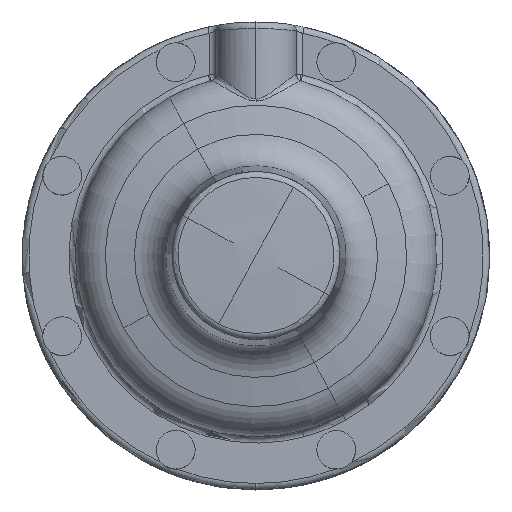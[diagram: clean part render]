
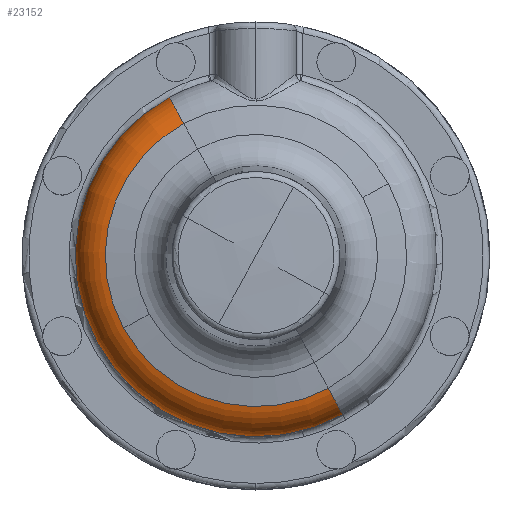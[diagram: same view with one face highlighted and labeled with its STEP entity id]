
A CAD part, top view. The second image highlights one B-rep face of the part: STEP entity #23152.
In plain terms, the highlighted toroidal (fillet/blend) face has major radius 44 mm and minor radius 12 mm.
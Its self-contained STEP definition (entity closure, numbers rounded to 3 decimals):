
#22793=AXIS2_PLACEMENT_3D('Circle Axis2P3D',#22791,#22792,$) ;
#22832=AXIS2_PLACEMENT_3D('Circle Axis2P3D',#22830,#22831,$) ;
#22853=AXIS2_PLACEMENT_3D('Circle Axis2P3D',#22851,#22852,$) ;
#23131=AXIS2_PLACEMENT_3D('Torus Axis2P3D',#23128,#23129,#23130) ;
#23135=AXIS2_PLACEMENT_3D('Circle Axis2P3D',#23133,#23134,$) ;
#23142=AXIS2_PLACEMENT_3D('Circle Axis2P3D',#23140,#23141,$) ;
#22770=CARTESIAN_POINT('Vertex',(26.848,-49.145,86.795)) ;
#22791=CARTESIAN_POINT('Axis2P3D Location',(0.,0.,86.795)) ;
#22795=CARTESIAN_POINT('Vertex',(-26.848,49.145,86.795)) ;
#22830=CARTESIAN_POINT('Axis2P3D Location',(-21.095,38.614,86.795)) ;
#22834=CARTESIAN_POINT('Vertex',(-22.4,41.002,98.483)) ;
#22848=CARTESIAN_POINT('Vertex',(22.4,-41.002,98.483)) ;
#22851=CARTESIAN_POINT('Axis2P3D Location',(21.095,-38.614,86.795)) ;
#23128=CARTESIAN_POINT('Axis2P3D Location',(0.,0.,86.795)) ;
#23133=CARTESIAN_POINT('Axis2P3D Location',(0.,0.,98.483)) ;
#23137=CARTESIAN_POINT('Vertex',(-41.002,-22.4,98.483)) ;
#23140=CARTESIAN_POINT('Axis2P3D Location',(0.,0.,98.483)) ;
#22792=DIRECTION('Axis2P3D Direction',(0.,0.,1.)) ;
#22831=DIRECTION('Axis2P3D Direction',(0.878,0.479,-0.)) ;
#22852=DIRECTION('Axis2P3D Direction',(-0.878,-0.479,0.)) ;
#23129=DIRECTION('Axis2P3D Direction',(0.,0.,1.)) ;
#23130=DIRECTION('Axis2P3D XDirection',(-0.479,0.878,0.)) ;
#23134=DIRECTION('Axis2P3D Direction',(0.,0.,1.)) ;
#23141=DIRECTION('Axis2P3D Direction',(0.,0.,1.)) ;
#23146=ORIENTED_EDGE('',*,*,#23139,.F.) ;
#23147=ORIENTED_EDGE('',*,*,#23144,.F.) ;
#23148=ORIENTED_EDGE('',*,*,#22836,.T.) ;
#23149=ORIENTED_EDGE('',*,*,#22797,.T.) ;
#23150=ORIENTED_EDGE('',*,*,#22855,.F.) ;
#23152=ADVANCED_FACE('Brep With Voids',(#23151),#23132,.T.) ;
#22794=CIRCLE('generated circle',#22793,56.) ;
#22833=CIRCLE('generated circle',#22832,12.) ;
#22854=CIRCLE('generated circle',#22853,12.) ;
#23136=CIRCLE('generated circle',#23135,46.722) ;
#23143=CIRCLE('generated circle',#23142,46.722) ;
#23132=TOROIDAL_SURFACE('homeo Torus',#23131,44.,12.) ;
#22797=EDGE_CURVE('',#22796,#22771,#22794,.T.) ;
#22836=EDGE_CURVE('',#22835,#22796,#22833,.F.) ;
#22855=EDGE_CURVE('',#22849,#22771,#22854,.F.) ;
#23139=EDGE_CURVE('',#23138,#22849,#23136,.T.) ;
#23144=EDGE_CURVE('',#22835,#23138,#23143,.T.) ;
#23145=EDGE_LOOP('',(#23146,#23147,#23148,#23149,#23150)) ;
#23151=FACE_OUTER_BOUND('',#23145,.T.) ;
#22771=VERTEX_POINT('',#22770) ;
#22796=VERTEX_POINT('',#22795) ;
#22835=VERTEX_POINT('',#22834) ;
#22849=VERTEX_POINT('',#22848) ;
#23138=VERTEX_POINT('',#23137) ;
